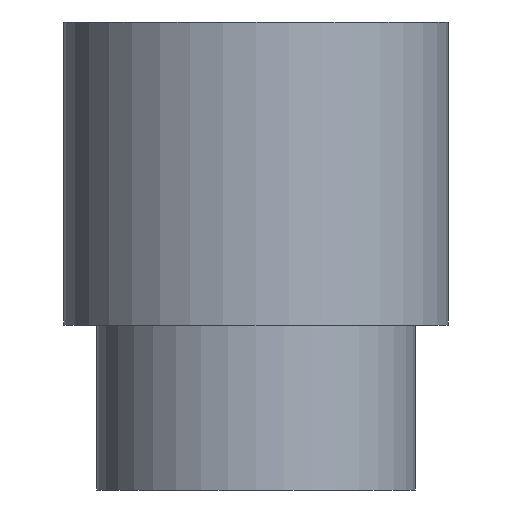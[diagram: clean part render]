
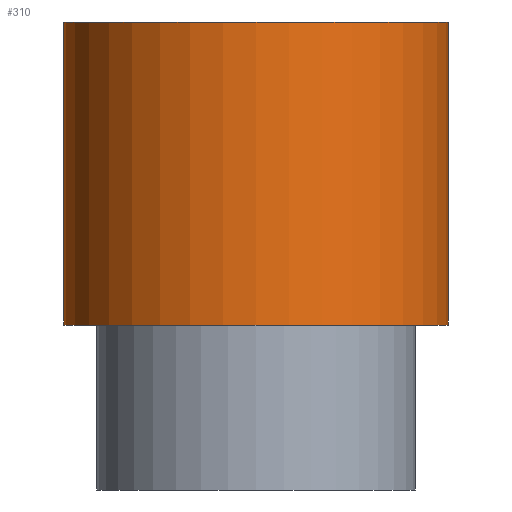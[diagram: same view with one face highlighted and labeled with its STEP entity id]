
A CAD part, front view. The second image highlights one B-rep face of the part: STEP entity #310.
In plain terms, the highlighted cylindrical face has radius 3.5 mm (diameter 7 mm), a partial arc.
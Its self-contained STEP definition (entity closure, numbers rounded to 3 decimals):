
#80 = FACE_OUTER_BOUND ( 'NONE', #158, .T. ) ;
#85 = CARTESIAN_POINT ( 'NONE',  ( 3.5, 0., -0.65 ) ) ;
#101 = VECTOR ( 'NONE', #908, 1000. ) ;
#113 = EDGE_CURVE ( 'NONE', #768, #794, #315, .T. ) ;
#114 = ORIENTED_EDGE ( 'NONE', *, *, #907, .F. ) ;
#158 = EDGE_LOOP ( 'NONE', ( #114, #305, #430, #711, #843, #552 ) ) ;
#169 = VECTOR ( 'NONE', #750, 1000. ) ;
#208 = CIRCLE ( 'NONE', #548, 3.5 ) ;
#230 = VECTOR ( 'NONE', #553, 1000. ) ;
#234 = LINE ( 'NONE', #913, #101 ) ;
#248 = CARTESIAN_POINT ( 'NONE',  ( 3.5, 0., 4.86 ) ) ;
#267 = VERTEX_POINT ( 'NONE', #248 ) ;
#277 = VERTEX_POINT ( 'NONE', #365 ) ;
#305 = ORIENTED_EDGE ( 'NONE', *, *, #571, .F. ) ;
#310 = ADVANCED_FACE ( 'NONE', ( #80 ), #672, .T. ) ;
#315 = LINE ( 'NONE', #644, #169 ) ;
#339 = VERTEX_POINT ( 'NONE', #85 ) ;
#355 = VERTEX_POINT ( 'NONE', #976 ) ;
#365 = CARTESIAN_POINT ( 'NONE',  ( -3.5, 0., -0.65 ) ) ;
#411 = CARTESIAN_POINT ( 'NONE',  ( 0., 0., 4.86 ) ) ;
#430 = ORIENTED_EDGE ( 'NONE', *, *, #821, .F. ) ;
#434 = DIRECTION ( 'NONE',  ( -1., 0., 0. ) ) ;
#480 = LINE ( 'NONE', #618, #743 ) ;
#516 = CIRCLE ( 'NONE', #528, 3.5 ) ;
#528 = AXIS2_PLACEMENT_3D ( 'NONE', #640, #639, #633 ) ;
#548 = AXIS2_PLACEMENT_3D ( 'NONE', #747, #745, #741 ) ;
#552 = ORIENTED_EDGE ( 'NONE', *, *, #859, .F. ) ;
#553 = DIRECTION ( 'NONE',  ( 0., 0., -1. ) ) ;
#557 = CARTESIAN_POINT ( 'NONE',  ( 3.5, 0., 4.86 ) ) ;
#571 = EDGE_CURVE ( 'NONE', #267, #355, #234, .T. ) ;
#616 = DIRECTION ( 'NONE',  ( 0., 0., -1. ) ) ;
#618 = CARTESIAN_POINT ( 'NONE',  ( -3.5, 0., 4.86 ) ) ;
#633 = DIRECTION ( 'NONE',  ( -1., 0., 0. ) ) ;
#639 = DIRECTION ( 'NONE',  ( 0., 0., -1. ) ) ;
#640 = CARTESIAN_POINT ( 'NONE',  ( 0., 0., -0.65 ) ) ;
#644 = CARTESIAN_POINT ( 'NONE',  ( -3.5, 0., 4.86 ) ) ;
#672 = CYLINDRICAL_SURFACE ( 'NONE', #699, 3.5 ) ;
#699 = AXIS2_PLACEMENT_3D ( 'NONE', #411, #795, #434 ) ;
#711 = ORIENTED_EDGE ( 'NONE', *, *, #113, .T. ) ;
#741 = DIRECTION ( 'NONE',  ( 1., 0., 0. ) ) ;
#743 = VECTOR ( 'NONE', #616, 1000. ) ;
#745 = DIRECTION ( 'NONE',  ( 0., 0., 1. ) ) ;
#747 = CARTESIAN_POINT ( 'NONE',  ( 0., 0., 4.86 ) ) ;
#750 = DIRECTION ( 'NONE',  ( 0., 0., -1. ) ) ;
#768 = VERTEX_POINT ( 'NONE', #851 ) ;
#794 = VERTEX_POINT ( 'NONE', #819 ) ;
#795 = DIRECTION ( 'NONE',  ( 0., 0., -1. ) ) ;
#819 = CARTESIAN_POINT ( 'NONE',  ( -3.5, 0., 2. ) ) ;
#821 = EDGE_CURVE ( 'NONE', #768, #267, #208, .T. ) ;
#843 = ORIENTED_EDGE ( 'NONE', *, *, #868, .T. ) ;
#851 = CARTESIAN_POINT ( 'NONE',  ( -3.5, 0., 4.86 ) ) ;
#859 = EDGE_CURVE ( 'NONE', #339, #277, #516, .T. ) ;
#868 = EDGE_CURVE ( 'NONE', #794, #277, #480, .T. ) ;
#907 = EDGE_CURVE ( 'NONE', #355, #339, #954, .T. ) ;
#908 = DIRECTION ( 'NONE',  ( 0., 0., -1. ) ) ;
#913 = CARTESIAN_POINT ( 'NONE',  ( 3.5, 0., 4.86 ) ) ;
#954 = LINE ( 'NONE', #557, #230 ) ;
#976 = CARTESIAN_POINT ( 'NONE',  ( 3.5, 0., 2. ) ) ;
